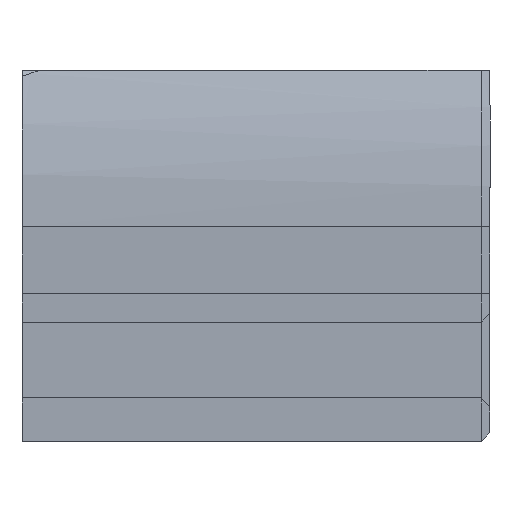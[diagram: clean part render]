
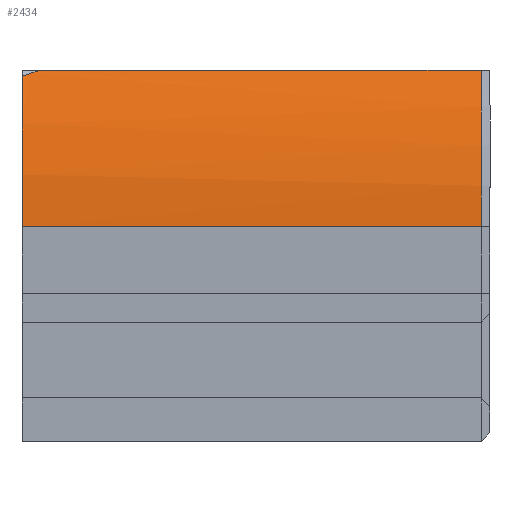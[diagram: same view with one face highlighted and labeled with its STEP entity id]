
A CAD part, left-side view. The second image highlights one B-rep face of the part: STEP entity #2434.
In plain terms, the highlighted cylindrical face has radius 14 mm (diameter 28.001 mm), a partial arc.
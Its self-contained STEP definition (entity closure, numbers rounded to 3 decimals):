
#32 = PLANE('',#33);
#33 = AXIS2_PLACEMENT_3D('',#34,#35,#36);
#34 = CARTESIAN_POINT('',(330.12,-143.929,101.25
    ));
#35 = DIRECTION('',(0.,1.,0.));
#36 = DIRECTION('',(0.,0.,1.));
#1162 = VERTEX_POINT('',#1163);
#1163 = CARTESIAN_POINT('',(302.62,-143.929,
    102.486));
#1177 = PLANE('',#1178);
#1178 = AXIS2_PLACEMENT_3D('',#1179,#1180,#1181);
#1179 = CARTESIAN_POINT('',(302.62,-143.929,
    102.486));
#1180 = DIRECTION('',(-1.,0.,0.));
#1181 = DIRECTION('',(0.,0.,-1.));
#1189 = EDGE_CURVE('',#1162,#1190,#1192,.T.);
#1190 = VERTEX_POINT('',#1191);
#1191 = CARTESIAN_POINT('',(304.4,-143.929,
    109.232));
#1192 = SURFACE_CURVE('',#1193,(#1198,#1205),.PCURVE_S1.);
#1193 = CIRCLE('',#1194,14.);
#1194 = AXIS2_PLACEMENT_3D('',#1195,#1196,#1197);
#1195 = CARTESIAN_POINT('',(316.62,-143.929,
    102.4));
#1196 = DIRECTION('',(0.,1.,0.));
#1197 = DIRECTION('',(-1.,0.,
    0.006));
#1198 = PCURVE('',#32,#1199);
#1199 = DEFINITIONAL_REPRESENTATION('',(#1200),#1204);
#1200 = CIRCLE('',#1201,14.);
#1201 = AXIS2_PLACEMENT_2D('',#1202,#1203);
#1202 = CARTESIAN_POINT('',(1.15,-13.5));
#1203 = DIRECTION('',(0.006,-1.));
#1204 = ( GEOMETRIC_REPRESENTATION_CONTEXT(2) 
PARAMETRIC_REPRESENTATION_CONTEXT() REPRESENTATION_CONTEXT('2D SPACE',''
  ) );
#1205 = PCURVE('',#1206,#1211);
#1206 = CYLINDRICAL_SURFACE('',#1207,14.);
#1207 = AXIS2_PLACEMENT_3D('',#1208,#1209,#1210);
#1208 = CARTESIAN_POINT('',(316.62,-143.929,
    102.4));
#1209 = DIRECTION('',(0.,-1.,0.));
#1210 = DIRECTION('',(-1.,0.,
    0.006));
#1211 = DEFINITIONAL_REPRESENTATION('',(#1212),#1216);
#1212 = LINE('',#1213,#1214);
#1213 = CARTESIAN_POINT('',(6.283,0.));
#1214 = VECTOR('',#1215,1.);
#1215 = DIRECTION('',(-1.,0.));
#1216 = ( GEOMETRIC_REPRESENTATION_CONTEXT(2) 
PARAMETRIC_REPRESENTATION_CONTEXT() REPRESENTATION_CONTEXT('2D SPACE',''
  ) );
#1234 = PLANE('',#1235);
#1235 = AXIS2_PLACEMENT_3D('',#1236,#1237,#1238);
#1236 = CARTESIAN_POINT('',(315.997,-163.46,109.3));
#1237 = DIRECTION('',(0.607,0.363,0.707));
#1238 = DIRECTION('',(0.759,0.,-0.651)
  );
#2335 = EDGE_CURVE('',#1190,#2336,#2338,.T.);
#2336 = VERTEX_POINT('',#2337);
#2337 = CARTESIAN_POINT('',(304.554,-144.708,
    109.5));
#2338 = SURFACE_CURVE('',#2339,(#2344,#2351),.PCURVE_S1.);
#2339 = ELLIPSE('',#2340,38.588,14.);
#2340 = AXIS2_PLACEMENT_3D('',#2341,#2342,#2343);
#2341 = CARTESIAN_POINT('',(316.62,-151.055,
    102.4));
#2342 = DIRECTION('',(0.607,0.363,0.707));
#2343 = DIRECTION('',(-0.236,0.932,-0.275));
#2344 = PCURVE('',#1234,#2345);
#2345 = DEFINITIONAL_REPRESENTATION('',(#2346),#2350);
#2346 = ELLIPSE('',#2347,38.588,14.);
#2347 = AXIS2_PLACEMENT_2D('',#2348,#2349);
#2348 = CARTESIAN_POINT('',(4.967,13.312));
#2349 = DIRECTION('',(0.,1.));
#2350 = ( GEOMETRIC_REPRESENTATION_CONTEXT(2) 
PARAMETRIC_REPRESENTATION_CONTEXT() REPRESENTATION_CONTEXT('2D SPACE',''
  ) );
#2351 = PCURVE('',#1206,#2352);
#2352 = DEFINITIONAL_REPRESENTATION('',(#2353),#2356);
#2353 = B_SPLINE_CURVE_WITH_KNOTS('',1,(#2354,#2355),.UNSPECIFIED.,.F.,
  .F.,(2,2),(1.371,1.393),.PIECEWISE_BEZIER_KNOTS.);
#2354 = CARTESIAN_POINT('',(5.78,0.));
#2355 = CARTESIAN_POINT('',(5.757,0.78));
#2356 = ( GEOMETRIC_REPRESENTATION_CONTEXT(2) 
PARAMETRIC_REPRESENTATION_CONTEXT() REPRESENTATION_CONTEXT('2D SPACE',''
  ) );
#2374 = PLANE('',#2375);
#2375 = AXIS2_PLACEMENT_3D('',#2376,#2377,#2378);
#2376 = CARTESIAN_POINT('',(330.12,-153.429,109.5));
#2377 = DIRECTION('',(0.,0.,1.));
#2378 = DIRECTION('',(-1.,0.,0.));
#2434 = ADVANCED_FACE('',(#2435),#1206,.T.);
#2435 = FACE_BOUND('',#2436,.T.);
#2436 = EDGE_LOOP('',(#2437,#2438,#2439,#2462,#2491));
#2437 = ORIENTED_EDGE('',*,*,#2335,.F.);
#2438 = ORIENTED_EDGE('',*,*,#1189,.F.);
#2439 = ORIENTED_EDGE('',*,*,#2440,.T.);
#2440 = EDGE_CURVE('',#1162,#2441,#2443,.T.);
#2441 = VERTEX_POINT('',#2442);
#2442 = CARTESIAN_POINT('',(302.62,-164.529,
    102.486));
#2443 = SURFACE_CURVE('',#2444,(#2448,#2455),.PCURVE_S1.);
#2444 = LINE('',#2445,#2446);
#2445 = CARTESIAN_POINT('',(302.62,-143.929,
    102.486));
#2446 = VECTOR('',#2447,1.);
#2447 = DIRECTION('',(0.,-1.,0.));
#2448 = PCURVE('',#1206,#2449);
#2449 = DEFINITIONAL_REPRESENTATION('',(#2450),#2454);
#2450 = LINE('',#2451,#2452);
#2451 = CARTESIAN_POINT('',(6.283,0.));
#2452 = VECTOR('',#2453,1.);
#2453 = DIRECTION('',(0.,1.));
#2454 = ( GEOMETRIC_REPRESENTATION_CONTEXT(2) 
PARAMETRIC_REPRESENTATION_CONTEXT() REPRESENTATION_CONTEXT('2D SPACE',''
  ) );
#2455 = PCURVE('',#1177,#2456);
#2456 = DEFINITIONAL_REPRESENTATION('',(#2457),#2461);
#2457 = LINE('',#2458,#2459);
#2458 = CARTESIAN_POINT('',(0.,0.));
#2459 = VECTOR('',#2460,1.);
#2460 = DIRECTION('',(0.,1.));
#2461 = ( GEOMETRIC_REPRESENTATION_CONTEXT(2) 
PARAMETRIC_REPRESENTATION_CONTEXT() REPRESENTATION_CONTEXT('2D SPACE',''
  ) );
#2462 = ORIENTED_EDGE('',*,*,#2463,.F.);
#2463 = EDGE_CURVE('',#2464,#2441,#2466,.T.);
#2464 = VERTEX_POINT('',#2465);
#2465 = CARTESIAN_POINT('',(304.554,-164.529,
    109.5));
#2466 = SURFACE_CURVE('',#2467,(#2472,#2479),.PCURVE_S1.);
#2467 = CIRCLE('',#2468,14.);
#2468 = AXIS2_PLACEMENT_3D('',#2469,#2470,#2471);
#2469 = CARTESIAN_POINT('',(316.62,-164.529,
    102.4));
#2470 = DIRECTION('',(0.,-1.,0.));
#2471 = DIRECTION('',(-1.,0.,
    0.006));
#2472 = PCURVE('',#1206,#2473);
#2473 = DEFINITIONAL_REPRESENTATION('',(#2474),#2478);
#2474 = LINE('',#2475,#2476);
#2475 = CARTESIAN_POINT('',(0.,20.6));
#2476 = VECTOR('',#2477,1.);
#2477 = DIRECTION('',(1.,0.));
#2478 = ( GEOMETRIC_REPRESENTATION_CONTEXT(2) 
PARAMETRIC_REPRESENTATION_CONTEXT() REPRESENTATION_CONTEXT('2D SPACE',''
  ) );
#2479 = PCURVE('',#2480,#2485);
#2480 = CONICAL_SURFACE('',#2481,13.8,0.785);
#2481 = AXIS2_PLACEMENT_3D('',#2482,#2483,#2484);
#2482 = CARTESIAN_POINT('',(316.62,-164.729,
    102.4));
#2483 = DIRECTION('',(0.,1.,0.));
#2484 = DIRECTION('',(-1.,0.,0.006));
#2485 = DEFINITIONAL_REPRESENTATION('',(#2486),#2490);
#2486 = LINE('',#2487,#2488);
#2487 = CARTESIAN_POINT('',(6.283,0.2));
#2488 = VECTOR('',#2489,1.);
#2489 = DIRECTION('',(-1.,0.));
#2490 = ( GEOMETRIC_REPRESENTATION_CONTEXT(2) 
PARAMETRIC_REPRESENTATION_CONTEXT() REPRESENTATION_CONTEXT('2D SPACE',''
  ) );
#2491 = ORIENTED_EDGE('',*,*,#2492,.F.);
#2492 = EDGE_CURVE('',#2336,#2464,#2493,.T.);
#2493 = SURFACE_CURVE('',#2494,(#2498,#2505),.PCURVE_S1.);
#2494 = LINE('',#2495,#2496);
#2495 = CARTESIAN_POINT('',(304.554,-143.929,
    109.5));
#2496 = VECTOR('',#2497,1.);
#2497 = DIRECTION('',(0.,-1.,0.));
#2498 = PCURVE('',#1206,#2499);
#2499 = DEFINITIONAL_REPRESENTATION('',(#2500),#2504);
#2500 = LINE('',#2501,#2502);
#2501 = CARTESIAN_POINT('',(5.757,0.));
#2502 = VECTOR('',#2503,1.);
#2503 = DIRECTION('',(0.,1.));
#2504 = ( GEOMETRIC_REPRESENTATION_CONTEXT(2) 
PARAMETRIC_REPRESENTATION_CONTEXT() REPRESENTATION_CONTEXT('2D SPACE',''
  ) );
#2505 = PCURVE('',#2374,#2506);
#2506 = DEFINITIONAL_REPRESENTATION('',(#2507),#2511);
#2507 = LINE('',#2508,#2509);
#2508 = CARTESIAN_POINT('',(25.566,-9.5));
#2509 = VECTOR('',#2510,1.);
#2510 = DIRECTION('',(0.,1.));
#2511 = ( GEOMETRIC_REPRESENTATION_CONTEXT(2) 
PARAMETRIC_REPRESENTATION_CONTEXT() REPRESENTATION_CONTEXT('2D SPACE',''
  ) );
